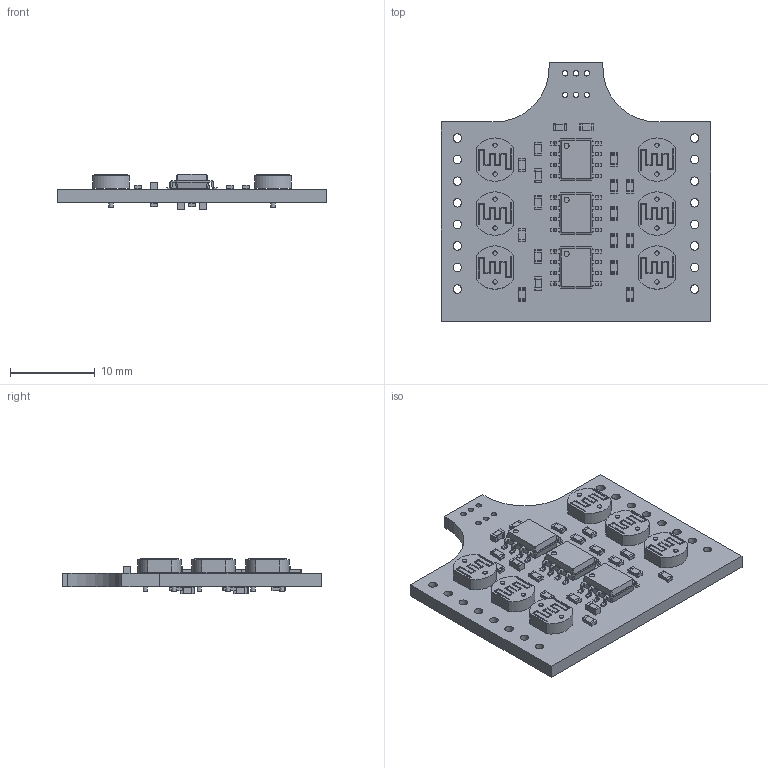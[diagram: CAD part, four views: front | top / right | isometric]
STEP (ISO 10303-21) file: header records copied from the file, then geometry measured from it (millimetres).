
FILE_DESCRIPTION(('FreeCAD Model'),'2;1');
FILE_NAME('Mu_Tron_II_LDR_sp.step', '2019-03-28T12:59:10',('kicad StepUp'),('ksu MCAD'), 'Open CASCADE STEP processor 7.2','FreeCAD','Unknown');
FILE_SCHEMA(('AUTOMOTIVE_DESIGN { 1 0 10303 214 1 1 1 1 }'));
Length unit declared in the file: millimetre
Products named in the file (1): Mu_Tron_II_LDR_sp
Bounding box: 31.75 x 30.48 x 4.15 mm (x, y, z)
Volume: 1541.5 mm3; surface area: 2688.3 mm2
Topology: 13 solids, 13 shells, 1415 faces, 3864 edges, 2496 vertices
Faces by surface type: plane 932, cylinder 387, bspline 96
Full cylindrical faces by diameter (mm): 0.5 x24, 0.6 x3, 0.65 x6, 0.8 x12, 1 x16
Entity records: 54354 total; most frequent: CARTESIAN_POINT 8160, ORIENTED_EDGE 7728, DIRECTION 7182, EDGE_CURVE 3864, LINE 2994, VECTOR 2994, VERTEX_POINT 2496, AXIS2_PLACEMENT_3D 2094
